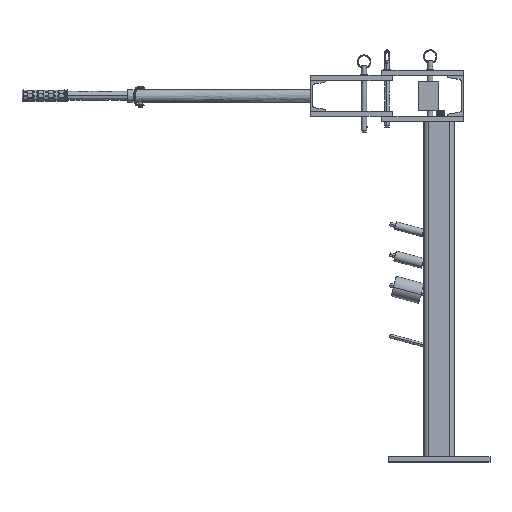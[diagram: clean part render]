
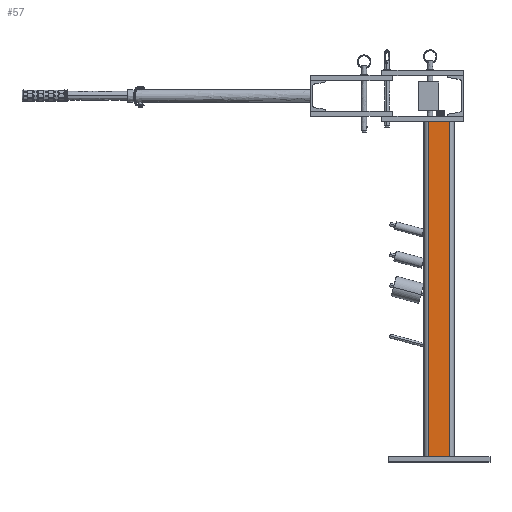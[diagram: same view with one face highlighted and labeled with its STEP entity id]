
A CAD part, top view. The second image highlights one B-rep face of the part: STEP entity #57.
In plain terms, the highlighted free-form (B-spline) face has degree [1, 1] with [2, 2] control points.
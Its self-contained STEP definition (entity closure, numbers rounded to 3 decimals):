
#24 = VERTEX_POINT('',#25);
#25 = CARTESIAN_POINT('',(-23.386,-385.876,
    35.08));
#31 = EDGE_CURVE('',#32,#24,#34,.T.);
#32 = VERTEX_POINT('',#33);
#33 = CARTESIAN_POINT('',(-23.386,385.876,
    35.08));
#34 = B_SPLINE_CURVE_WITH_KNOTS('',1,(#35,#36),.UNSPECIFIED.,.F.,.F.,(2,
    2),(-0.,838.2),.PIECEWISE_BEZIER_KNOTS.);
#35 = CARTESIAN_POINT('',(-23.386,385.876,
    35.08));
#36 = CARTESIAN_POINT('',(-23.386,-385.876,
    35.08));
#57 = ADVANCED_FACE('',(#58),#80,.F.);
#58 = FACE_BOUND('',#59,.T.);
#59 = EDGE_LOOP('',(#60,#67,#74,#79));
#60 = ORIENTED_EDGE('',*,*,#61,.T.);
#61 = EDGE_CURVE('',#24,#62,#64,.T.);
#62 = VERTEX_POINT('',#63);
#63 = CARTESIAN_POINT('',(23.386,-385.876,35.08
    ));
#64 = B_SPLINE_CURVE_WITH_KNOTS('',1,(#65,#66),.UNSPECIFIED.,.F.,.F.,(2,
    2),(0.,50.8),.PIECEWISE_BEZIER_KNOTS.);
#65 = CARTESIAN_POINT('',(-23.386,-385.876,
    35.08));
#66 = CARTESIAN_POINT('',(23.386,-385.876,35.08
    ));
#67 = ORIENTED_EDGE('',*,*,#68,.F.);
#68 = EDGE_CURVE('',#69,#62,#71,.T.);
#69 = VERTEX_POINT('',#70);
#70 = CARTESIAN_POINT('',(23.386,385.876,
    35.08));
#71 = B_SPLINE_CURVE_WITH_KNOTS('',1,(#72,#73),.UNSPECIFIED.,.F.,.F.,(2,
    2),(-0.,838.2),.PIECEWISE_BEZIER_KNOTS.);
#72 = CARTESIAN_POINT('',(23.386,385.876,
    35.08));
#73 = CARTESIAN_POINT('',(23.386,-385.876,35.08
    ));
#74 = ORIENTED_EDGE('',*,*,#75,.F.);
#75 = EDGE_CURVE('',#32,#69,#76,.T.);
#76 = B_SPLINE_CURVE_WITH_KNOTS('',1,(#77,#78),.UNSPECIFIED.,.F.,.F.,(2,
    2),(0.,50.8),.PIECEWISE_BEZIER_KNOTS.);
#77 = CARTESIAN_POINT('',(-23.386,385.876,
    35.08));
#78 = CARTESIAN_POINT('',(23.386,385.876,
    35.08));
#79 = ORIENTED_EDGE('',*,*,#31,.T.);
#80 = B_SPLINE_SURFACE_WITH_KNOTS('',1,1,(
    (#81,#82)
    ,(#83,#84
    )),.UNSPECIFIED.,.F.,.F.,.F.,(2,2),(2,2),(-0.,838.2),(-50.8,0.),
  .PIECEWISE_BEZIER_KNOTS.);
#81 = CARTESIAN_POINT('',(23.386,385.876,
    35.08));
#82 = CARTESIAN_POINT('',(-23.386,385.876,
    35.08));
#83 = CARTESIAN_POINT('',(23.386,-385.876,35.08
    ));
#84 = CARTESIAN_POINT('',(-23.386,-385.876,
    35.08));
